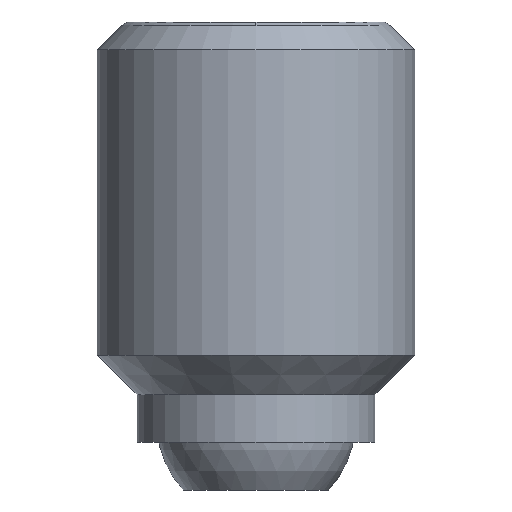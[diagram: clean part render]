
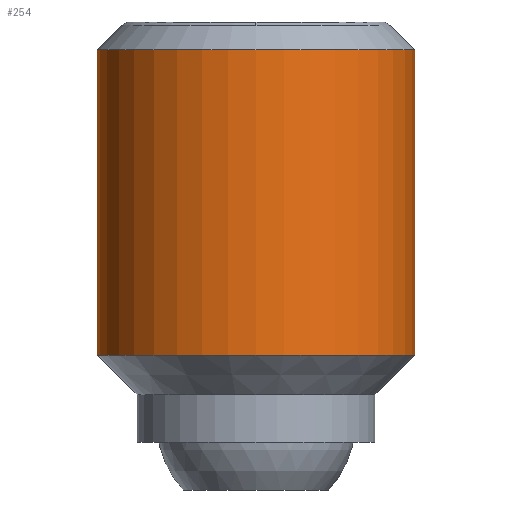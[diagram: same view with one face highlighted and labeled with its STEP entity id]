
A CAD part, front view. The second image highlights one B-rep face of the part: STEP entity #254.
In plain terms, the highlighted cylindrical face has radius 2 mm (diameter 4 mm), a partial arc.
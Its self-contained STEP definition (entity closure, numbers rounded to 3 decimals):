
#186=EDGE_CURVE('',#302,#294,#419,.T.);
#196=EDGE_CURVE('',#290,#338,#429,.T.);
#248=EDGE_CURVE('',#290,#294,#489,.T.);
#254=ADVANCED_FACE('',(#495),#496,.T.);
#266=EDGE_CURVE('',#338,#302,#508,.T.);
#290=VERTEX_POINT('',#534);
#294=VERTEX_POINT('',#538);
#302=VERTEX_POINT('',#547);
#338=VERTEX_POINT('',#587);
#419=LINE('',#682,#683);
#429=LINE('',#700,#701);
#489=CIRCLE('',#794,2.);
#495=FACE_OUTER_BOUND('',#802,.T.);
#496=CYLINDRICAL_SURFACE('',#803,2.);
#508=CIRCLE('',#820,2.);
#534=CARTESIAN_POINT('',(-2.,0.,-4.2));
#538=CARTESIAN_POINT('',(2.,0.,-4.2));
#547=CARTESIAN_POINT('',(2.,0.,-0.35));
#587=CARTESIAN_POINT('',(-2.,0.,-0.35));
#682=CARTESIAN_POINT('',(2.,0.,-2.275));
#683=VECTOR('',#1047,1.0);
#700=CARTESIAN_POINT('',(-2.,0.,-2.275));
#701=VECTOR('',#1056,1.0);
#794=AXIS2_PLACEMENT_3D('',#1138,#1139,#1140);
#802=EDGE_LOOP('',(#1143,#1144,#1145,#1146));
#803=AXIS2_PLACEMENT_3D('',#1147,#1148,#1149);
#820=AXIS2_PLACEMENT_3D('',#1156,#1157,#1158);
#1047=DIRECTION('',(-0.0,-0.0,-1.0));
#1056=DIRECTION('',(0.0,0.0,1.0));
#1138=CARTESIAN_POINT('',(0.,0.,-4.2));
#1139=DIRECTION('',(0.0,0.0,1.0));
#1140=DIRECTION('',(-1.0,0.,0.0));
#1143=ORIENTED_EDGE('',*,*,#196,.F.);
#1144=ORIENTED_EDGE('',*,*,#248,.T.);
#1145=ORIENTED_EDGE('',*,*,#186,.F.);
#1146=ORIENTED_EDGE('',*,*,#266,.F.);
#1147=CARTESIAN_POINT('',(0.,0.,-2.275));
#1148=DIRECTION('',(-0.0,-0.0,-1.0));
#1149=DIRECTION('',(-1.0,0.,0.0));
#1156=CARTESIAN_POINT('',(0.,0.,-0.35));
#1157=DIRECTION('',(0.0,0.0,1.0));
#1158=DIRECTION('',(-1.0,0.,0.0));
